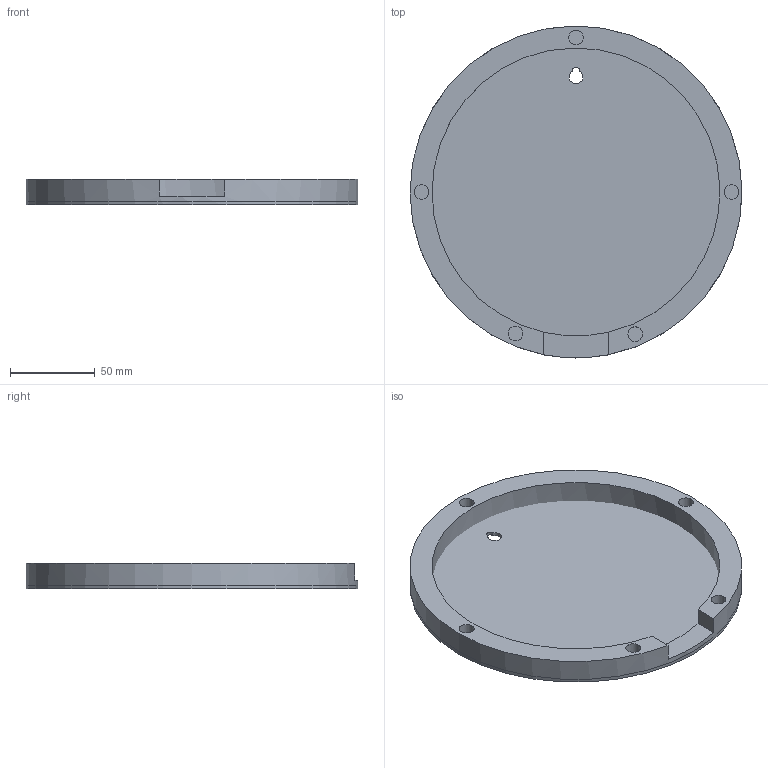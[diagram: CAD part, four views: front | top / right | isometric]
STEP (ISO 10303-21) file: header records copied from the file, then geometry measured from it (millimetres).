
FILE_DESCRIPTION(/* description */ ('','CAx-IF Rec.Pracs.---Representation and Presentation of Product Manufacturing Information (PMI)---4.0---2014-10-13'),/* implementation_level */ '2;1');
FILE_NAME(/* name */ 'barigo-back-cover-part2.step',/* time_stamp */ '2025-01-12T19:13:37+01:00',/* author */ (''),/* organization */ (''),/* preprocessor_version */ 'ST-DEVELOPER v20',/* originating_system */ 'Autodesk Translation Framework v13.20.0.188',/* authorisation */ '');
FILE_SCHEMA (('AP242_MANAGED_MODEL_BASED_3D_ENGINEERING_MIM_LF { 1 0 10303 442 1 1 4 }'));
Products named in the file (1): barigo-back-cover-part2
Bounding box: 196 x 196 x 15 mm (x, y, z)
Volume: 163727.8 mm3; surface area: 95809 mm2
Topology: 2 solids, 2 shells, 1762 faces, 4875 edges, 3250 vertices
Faces by surface type: plane 960, bspline 792, cylinder 10
Full cylindrical faces by diameter (mm): 8.7 x5, 170 x1, 196 x2
Entity records: 62987 total; most frequent: CARTESIAN_POINT 23360, ORIENTED_EDGE 9750, DIRECTION 5255, EDGE_CURVE 4875, LINE 3265, VECTOR 3265, VERTEX_POINT 3250, EDGE_LOOP 1899
